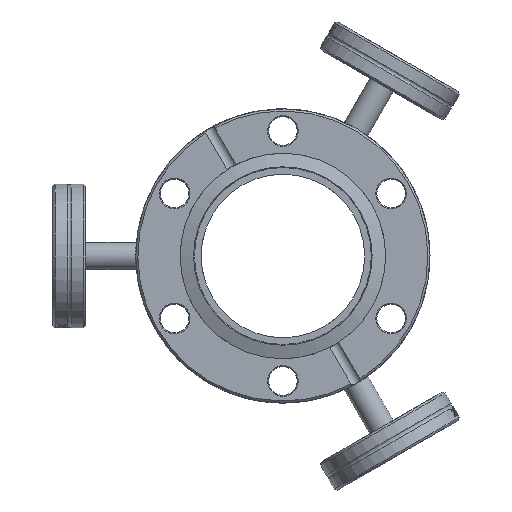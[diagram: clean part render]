
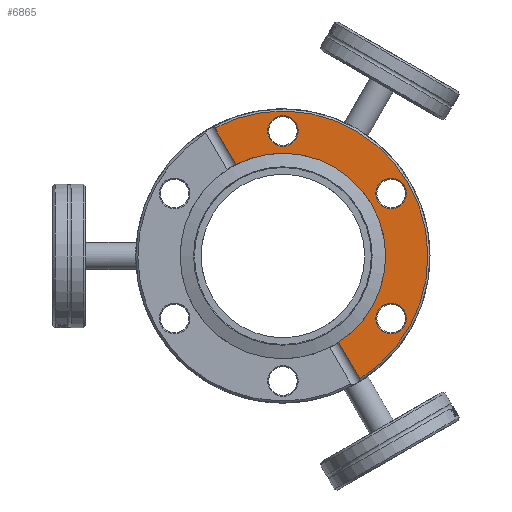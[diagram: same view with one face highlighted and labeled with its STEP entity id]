
A CAD part, left-side view. The second image highlights one B-rep face of the part: STEP entity #6865.
In plain terms, the highlighted face is planar.
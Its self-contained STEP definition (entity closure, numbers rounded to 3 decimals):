
#277=FACE_BOUND('',#1305,.T.);
#278=FACE_BOUND('',#1306,.T.);
#279=FACE_BOUND('',#1307,.T.);
#375=PLANE('',#7421);
#569=CIRCLE('',#7339,34.05);
#589=CIRCLE('',#7422,24.13);
#590=CIRCLE('',#7423,3.6);
#591=CIRCLE('',#7424,3.6);
#592=CIRCLE('',#7425,3.6);
#902=FACE_OUTER_BOUND('',#1304,.T.);
#1304=EDGE_LOOP('',(#5164,#5165,#5166,#5167));
#1305=EDGE_LOOP('',(#5168));
#1306=EDGE_LOOP('',(#5169));
#1307=EDGE_LOOP('',(#5170));
#1663=LINE('',#10682,#2082);
#1760=LINE('',#12197,#2179);
#2082=VECTOR('',#8043,10.);
#2179=VECTOR('',#8306,10.);
#2908=VERTEX_POINT('',#10672);
#2909=VERTEX_POINT('',#10681);
#2910=VERTEX_POINT('',#10692);
#3004=VERTEX_POINT('',#12196);
#3006=VERTEX_POINT('',#12216);
#3007=VERTEX_POINT('',#12218);
#3008=VERTEX_POINT('',#12220);
#3629=EDGE_CURVE('',#2909,#2908,#1663,.T.);
#3631=EDGE_CURVE('',#2909,#2910,#569,.T.);
#3809=EDGE_CURVE('',#3004,#2910,#1760,.T.);
#3812=EDGE_CURVE('',#3004,#2908,#589,.T.);
#3813=EDGE_CURVE('',#3006,#3006,#590,.T.);
#3814=EDGE_CURVE('',#3007,#3007,#591,.T.);
#3815=EDGE_CURVE('',#3008,#3008,#592,.T.);
#5164=ORIENTED_EDGE('',*,*,#3631,.F.);
#5165=ORIENTED_EDGE('',*,*,#3629,.T.);
#5166=ORIENTED_EDGE('',*,*,#3812,.F.);
#5167=ORIENTED_EDGE('',*,*,#3809,.T.);
#5168=ORIENTED_EDGE('',*,*,#3813,.F.);
#5169=ORIENTED_EDGE('',*,*,#3814,.F.);
#5170=ORIENTED_EDGE('',*,*,#3815,.F.);
#6865=ADVANCED_FACE('',(#902,#277,#278,#279),#375,.T.);
#7339=AXIS2_PLACEMENT_3D('',#10693,#8046,#8047);
#7421=AXIS2_PLACEMENT_3D('',#12214,#8308,#8309);
#7422=AXIS2_PLACEMENT_3D('',#12215,#8310,#8311);
#7423=AXIS2_PLACEMENT_3D('',#12217,#8312,#8313);
#7424=AXIS2_PLACEMENT_3D('',#12219,#8314,#8315);
#7425=AXIS2_PLACEMENT_3D('',#12221,#8316,#8317);
#8043=DIRECTION('',(-1.,0.,0.));
#8046=DIRECTION('center_axis',(0.,-1.,0.));
#8047=DIRECTION('ref_axis',(-1.,0.,0.));
#8306=DIRECTION('',(-1.,0.,0.));
#8308=DIRECTION('center_axis',(0.,1.,0.));
#8309=DIRECTION('ref_axis',(0.,0.,1.));
#8310=DIRECTION('center_axis',(0.,1.,0.));
#8311=DIRECTION('ref_axis',(1.,0.,0.));
#8312=DIRECTION('center_axis',(0.,1.,0.));
#8313=DIRECTION('ref_axis',(0.5,0.,-0.866));
#8314=DIRECTION('center_axis',(0.,1.,0.));
#8315=DIRECTION('ref_axis',(0.5,0.,0.866));
#8316=DIRECTION('center_axis',(0.,1.,0.));
#8317=DIRECTION('ref_axis',(1.,0.,0.));
#10672=CARTESIAN_POINT('',(24.1,12.7,1.2));
#10681=CARTESIAN_POINT('',(34.029,12.7,1.2));
#10682=CARTESIAN_POINT('',(34.55,12.7,1.2));
#10692=CARTESIAN_POINT('',(-34.029,12.7,1.2));
#10693=CARTESIAN_POINT('Origin',(0.,12.7,0.));
#12196=CARTESIAN_POINT('',(-24.1,12.7,1.2));
#12197=CARTESIAN_POINT('',(34.55,12.7,1.2));
#12214=CARTESIAN_POINT('Origin',(-24.13,12.7,0.));
#12215=CARTESIAN_POINT('Origin',(0.,12.7,0.));
#12216=CARTESIAN_POINT('',(23.618,12.7,17.793));
#12217=CARTESIAN_POINT('Origin',(25.418,12.7,14.675));
#12218=CARTESIAN_POINT('',(-27.218,12.7,11.557));
#12219=CARTESIAN_POINT('Origin',(-25.418,12.7,14.675));
#12220=CARTESIAN_POINT('',(-3.6,12.7,29.35));
#12221=CARTESIAN_POINT('Origin',(0.,12.7,29.35));
